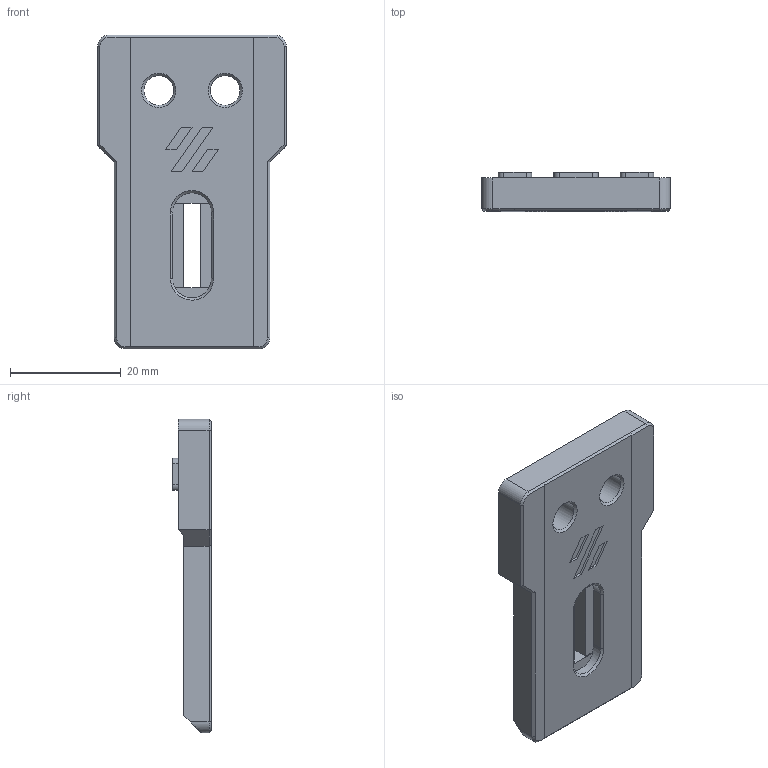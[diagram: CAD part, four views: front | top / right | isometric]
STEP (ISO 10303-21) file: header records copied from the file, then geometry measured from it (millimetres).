
FILE_DESCRIPTION(/* description */ (''),/* implementation_level */ '2;1');
FILE_NAME(/* name */ 'Adjustable Gantry - Mount.step',/* time_stamp */ '2025-07-21T20:23:10+12:00',/* author */ (''),/* organization */ (''),/* preprocessor_version */ 'ST-DEVELOPER v20.1',/* originating_system */ 'Autodesk Translation Framework v14.10.0.0',/* authorisation */ '');
FILE_SCHEMA (('AUTOMOTIVE_DESIGN { 1 0 10303 214 3 1 1 }'));
Length unit declared in the file: millimetre
Products named in the file (3): Voron (v2.4, v1.8, Trident) Klicky; Dock mounts v1.4, v1.8, Trident; Dock Mount variable Assembly
Assembly tree (2 placements, depth 3):
  Voron (v2.4, v1.8, Trident) Klicky
    Dock mounts v1.4, v1.8, Trident
      Dock Mount variable Assembly
Bounding box: 34.09 x 6.98 x 56.72 mm (x, y, z)
Volume: 8293.5 mm3; surface area: 5283.6 mm2
Topology: 1 solids, 3 shells, 129 faces, 339 edges, 218 vertices
Faces by surface type: plane 101, cylinder 20, cone 8
Full cylindrical faces by diameter (mm): 5.4 x2
Entity records: 4012 total; most frequent: CARTESIAN_POINT 700, ORIENTED_EDGE 678, DIRECTION 664, EDGE_CURVE 339, LINE 276, VECTOR 276, VERTEX_POINT 218, AXIS2_PLACEMENT_3D 194
